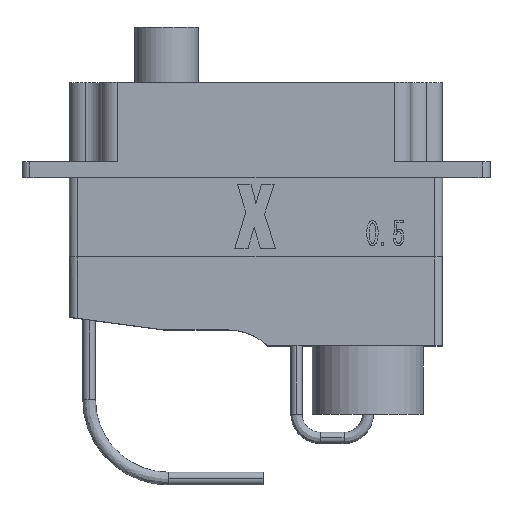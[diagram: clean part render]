
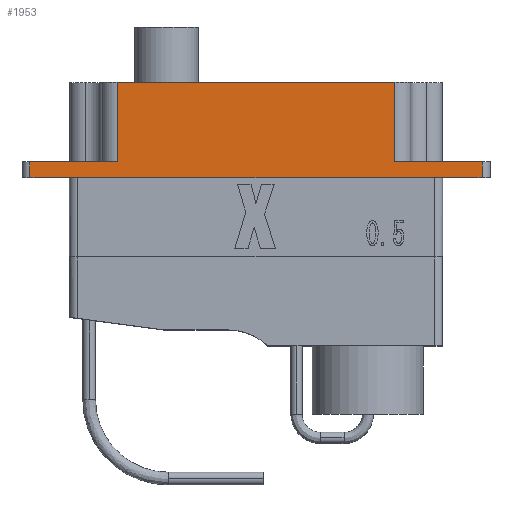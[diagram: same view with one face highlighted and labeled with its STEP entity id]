
A CAD part, top view. The second image highlights one B-rep face of the part: STEP entity #1953.
In plain terms, the highlighted planar face has unit normal (0, 0, 1).
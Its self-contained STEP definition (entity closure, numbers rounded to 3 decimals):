
#63 = ORIENTED_EDGE ( 'NONE', *, *, #9551, .T. ) ;
#130 = EDGE_CURVE ( 'NONE', #3415, #2440, #7706, .T. ) ;
#413 = DIRECTION ( 'NONE',  ( -1., 0., 0. ) ) ;
#462 = CARTESIAN_POINT ( 'NONE',  ( -14.25, 2.302, 4. ) ) ;
#600 = VERTEX_POINT ( 'NONE', #674 ) ;
#674 = CARTESIAN_POINT ( 'NONE',  ( 14.25, 2.302, 4. ) ) ;
#891 = LINE ( 'NONE', #5874, #8480 ) ;
#921 = DIRECTION ( 'NONE',  ( 1., 0., 0. ) ) ;
#1005 = ORIENTED_EDGE ( 'NONE', *, *, #1443, .T. ) ;
#1191 = VERTEX_POINT ( 'NONE', #3191 ) ;
#1211 = VECTOR ( 'NONE', #10150, 1000. ) ;
#1249 = VECTOR ( 'NONE', #5365, 1000. ) ;
#1292 = DIRECTION ( 'NONE',  ( 0., 1., 0. ) ) ;
#1443 = EDGE_CURVE ( 'NONE', #2641, #2440, #6618, .T. ) ;
#1504 = PLANE ( 'NONE',  #8837 ) ;
#1525 = CARTESIAN_POINT ( 'NONE',  ( 11.35, 2.302, 4. ) ) ;
#1793 = ORIENTED_EDGE ( 'NONE', *, *, #130, .F. ) ;
#1953 = ADVANCED_FACE ( 'NONE', ( #3154 ), #1504, .T. ) ;
#2010 = EDGE_CURVE ( 'NONE', #6666, #4151, #5205, .T. ) ;
#2405 = VERTEX_POINT ( 'NONE', #1525 ) ;
#2440 = VERTEX_POINT ( 'NONE', #6340 ) ;
#2492 = ORIENTED_EDGE ( 'NONE', *, *, #6125, .T. ) ;
#2641 = VERTEX_POINT ( 'NONE', #8244 ) ;
#2793 = CARTESIAN_POINT ( 'NONE',  ( -11.35, 2.302, 4. ) ) ;
#3154 = FACE_OUTER_BOUND ( 'NONE', #4680, .T. ) ;
#3183 = DIRECTION ( 'NONE',  ( 1., 0., 0. ) ) ;
#3191 = CARTESIAN_POINT ( 'NONE',  ( 8.75, 3.3, 4. ) ) ;
#3373 = DIRECTION ( 'NONE',  ( -1., 0., 0. ) ) ;
#3415 = VERTEX_POINT ( 'NONE', #462 ) ;
#3640 = ORIENTED_EDGE ( 'NONE', *, *, #4184, .T. ) ;
#3935 = CARTESIAN_POINT ( 'NONE',  ( -11.75, 2.302, 4. ) ) ;
#4015 = CARTESIAN_POINT ( 'NONE',  ( -11.75, -8.3, 4. ) ) ;
#4151 = VERTEX_POINT ( 'NONE', #6160 ) ;
#4184 = EDGE_CURVE ( 'NONE', #600, #9521, #8554, .T. ) ;
#4351 = DIRECTION ( 'NONE',  ( 0., 1., 0. ) ) ;
#4439 = EDGE_CURVE ( 'NONE', #6789, #2405, #8752, .T. ) ;
#4573 = ORIENTED_EDGE ( 'NONE', *, *, #4439, .T. ) ;
#4680 = EDGE_LOOP ( 'NONE', ( #4573, #6735, #3640, #63, #4961, #9316, #8345, #1005, #1793, #2492 ) ) ;
#4693 = CARTESIAN_POINT ( 'NONE',  ( -11.25, 2.302, 4. ) ) ;
#4961 = ORIENTED_EDGE ( 'NONE', *, *, #7813, .T. ) ;
#4992 = DIRECTION ( 'NONE',  ( -1., 0., 0. ) ) ;
#5205 = LINE ( 'NONE', #7639, #7054 ) ;
#5365 = DIRECTION ( 'NONE',  ( 0., 1., 0. ) ) ;
#5507 = CARTESIAN_POINT ( 'NONE',  ( 14.25, 3.3, 4. ) ) ;
#5833 = VECTOR ( 'NONE', #4992, 1000. ) ;
#5874 = CARTESIAN_POINT ( 'NONE',  ( -8.75, -8.3, 4. ) ) ;
#6115 = VECTOR ( 'NONE', #921, 1000. ) ;
#6125 = EDGE_CURVE ( 'NONE', #3415, #6789, #6903, .T. ) ;
#6160 = CARTESIAN_POINT ( 'NONE',  ( -8.75, 8.3, 4. ) ) ;
#6198 = EDGE_CURVE ( 'NONE', #2405, #600, #7229, .T. ) ;
#6324 = DIRECTION ( 'NONE',  ( 1., 0., 0. ) ) ;
#6340 = CARTESIAN_POINT ( 'NONE',  ( -14.25, 3.3, 4. ) ) ;
#6542 = CARTESIAN_POINT ( 'NONE',  ( -11.75, 3.3, 4. ) ) ;
#6618 = LINE ( 'NONE', #7518, #5833 ) ;
#6666 = VERTEX_POINT ( 'NONE', #7477 ) ;
#6735 = ORIENTED_EDGE ( 'NONE', *, *, #6198, .T. ) ;
#6789 = VERTEX_POINT ( 'NONE', #2793 ) ;
#6903 = LINE ( 'NONE', #4693, #1211 ) ;
#7054 = VECTOR ( 'NONE', #413, 1000. ) ;
#7229 = LINE ( 'NONE', #9618, #6115 ) ;
#7477 = CARTESIAN_POINT ( 'NONE',  ( 8.75, 8.3, 4. ) ) ;
#7518 = CARTESIAN_POINT ( 'NONE',  ( -11.75, 3.3, 4. ) ) ;
#7564 = DIRECTION ( 'NONE',  ( 0., -1., 0. ) ) ;
#7639 = CARTESIAN_POINT ( 'NONE',  ( 11.75, 8.3, 4. ) ) ;
#7661 = CARTESIAN_POINT ( 'NONE',  ( 14.25, 2.302, 4. ) ) ;
#7706 = LINE ( 'NONE', #10239, #1249 ) ;
#7813 = EDGE_CURVE ( 'NONE', #1191, #6666, #9015, .T. ) ;
#7924 = DIRECTION ( 'NONE',  ( 0., 0., 1. ) ) ;
#8244 = CARTESIAN_POINT ( 'NONE',  ( -8.75, 3.3, 4. ) ) ;
#8345 = ORIENTED_EDGE ( 'NONE', *, *, #8450, .T. ) ;
#8450 = EDGE_CURVE ( 'NONE', #4151, #2641, #891, .T. ) ;
#8480 = VECTOR ( 'NONE', #7564, 1000. ) ;
#8554 = LINE ( 'NONE', #7661, #10474 ) ;
#8635 = VECTOR ( 'NONE', #4351, 1000. ) ;
#8752 = LINE ( 'NONE', #3935, #9467 ) ;
#8837 = AXIS2_PLACEMENT_3D ( 'NONE', #4015, #7924, #6324 ) ;
#9015 = LINE ( 'NONE', #9907, #8635 ) ;
#9316 = ORIENTED_EDGE ( 'NONE', *, *, #2010, .T. ) ;
#9467 = VECTOR ( 'NONE', #3183, 1000. ) ;
#9511 = VECTOR ( 'NONE', #3373, 1000. ) ;
#9521 = VERTEX_POINT ( 'NONE', #5507 ) ;
#9551 = EDGE_CURVE ( 'NONE', #9521, #1191, #9935, .T. ) ;
#9618 = CARTESIAN_POINT ( 'NONE',  ( 14.25, 2.302, 4. ) ) ;
#9907 = CARTESIAN_POINT ( 'NONE',  ( 8.75, -8.3, 4. ) ) ;
#9935 = LINE ( 'NONE', #6542, #9511 ) ;
#10150 = DIRECTION ( 'NONE',  ( 1., 0., 0. ) ) ;
#10239 = CARTESIAN_POINT ( 'NONE',  ( -14.25, 2.302, 4. ) ) ;
#10474 = VECTOR ( 'NONE', #1292, 1000. ) ;
